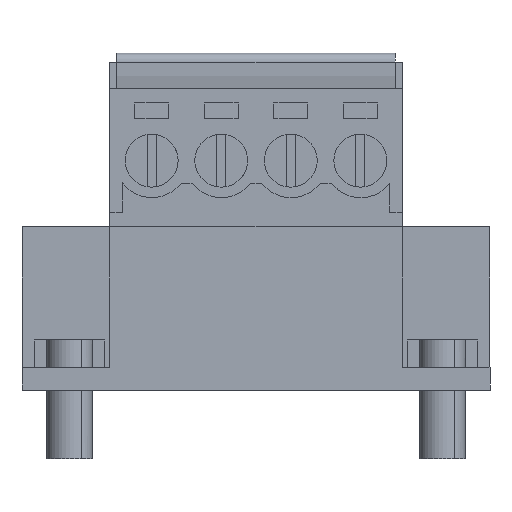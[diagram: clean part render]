
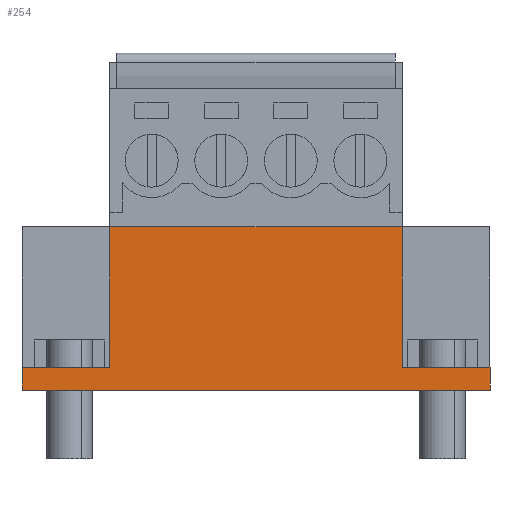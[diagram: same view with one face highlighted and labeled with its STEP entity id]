
A CAD part, front view. The second image highlights one B-rep face of the part: STEP entity #254.
In plain terms, the highlighted planar face has unit normal (0, -1, 0).
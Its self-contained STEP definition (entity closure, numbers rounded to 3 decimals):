
#202=AXIS2_PLACEMENT_3D('Plane Axis2P3D',#199,#200,#201) ;
#49=CARTESIAN_POINT('Vertex',(4.8,0.66,5.)) ;
#52=CARTESIAN_POINT('Line Origine',(4.8,0.66,8.85)) ;
#56=CARTESIAN_POINT('Vertex',(4.8,0.66,12.7)) ;
#162=CARTESIAN_POINT('Vertex',(0.,0.66,5.)) ;
#165=CARTESIAN_POINT('Line Origine',(2.4,0.66,5.)) ;
#199=CARTESIAN_POINT('Axis2P3D Location',(20.83,0.66,12.7)) ;
#204=CARTESIAN_POINT('Line Origine',(12.815,0.66,12.7)) ;
#208=CARTESIAN_POINT('Vertex',(20.83,0.66,12.7)) ;
#211=CARTESIAN_POINT('Line Origine',(0.,0.66,4.375)) ;
#215=CARTESIAN_POINT('Vertex',(0.,0.66,3.75)) ;
#218=CARTESIAN_POINT('Line Origine',(12.815,0.66,3.75)) ;
#222=CARTESIAN_POINT('Vertex',(25.63,0.66,3.75)) ;
#225=CARTESIAN_POINT('Line Origine',(25.63,0.66,4.375)) ;
#229=CARTESIAN_POINT('Vertex',(25.63,0.66,5.)) ;
#232=CARTESIAN_POINT('Line Origine',(23.23,0.66,5.)) ;
#236=CARTESIAN_POINT('Vertex',(20.83,0.66,5.)) ;
#239=CARTESIAN_POINT('Line Origine',(20.83,0.66,8.85)) ;
#53=DIRECTION('Vector Direction',(0.,0.,-1.)) ;
#166=DIRECTION('Vector Direction',(-1.,0.,0.)) ;
#200=DIRECTION('Axis2P3D Direction',(0.,1.,0.)) ;
#201=DIRECTION('Axis2P3D XDirection',(-0.,0.,-1.)) ;
#205=DIRECTION('Vector Direction',(-1.,0.,0.)) ;
#212=DIRECTION('Vector Direction',(0.,0.,-1.)) ;
#219=DIRECTION('Vector Direction',(-1.,0.,0.)) ;
#226=DIRECTION('Vector Direction',(0.,0.,-1.)) ;
#233=DIRECTION('Vector Direction',(-1.,0.,0.)) ;
#240=DIRECTION('Vector Direction',(0.,0.,-1.)) ;
#54=VECTOR('Line Direction',#53,1.) ;
#167=VECTOR('Line Direction',#166,1.) ;
#206=VECTOR('Line Direction',#205,1.) ;
#213=VECTOR('Line Direction',#212,1.) ;
#220=VECTOR('Line Direction',#219,1.) ;
#227=VECTOR('Line Direction',#226,1.) ;
#234=VECTOR('Line Direction',#233,1.) ;
#241=VECTOR('Line Direction',#240,1.) ;
#245=ORIENTED_EDGE('',*,*,#210,.T.) ;
#246=ORIENTED_EDGE('',*,*,#58,.T.) ;
#247=ORIENTED_EDGE('',*,*,#169,.F.) ;
#248=ORIENTED_EDGE('',*,*,#217,.T.) ;
#249=ORIENTED_EDGE('',*,*,#224,.T.) ;
#250=ORIENTED_EDGE('',*,*,#231,.F.) ;
#251=ORIENTED_EDGE('',*,*,#238,.T.) ;
#252=ORIENTED_EDGE('',*,*,#243,.F.) ;
#254=ADVANCED_FACE('HOUSING',(#253),#203,.F.) ;
#58=EDGE_CURVE('',#57,#50,#55,.T.) ;
#169=EDGE_CURVE('',#163,#50,#168,.F.) ;
#210=EDGE_CURVE('',#209,#57,#207,.T.) ;
#217=EDGE_CURVE('',#163,#216,#214,.T.) ;
#224=EDGE_CURVE('',#216,#223,#221,.F.) ;
#231=EDGE_CURVE('',#230,#223,#228,.T.) ;
#238=EDGE_CURVE('',#230,#237,#235,.T.) ;
#243=EDGE_CURVE('',#209,#237,#242,.T.) ;
#244=EDGE_LOOP('',(#245,#246,#247,#248,#249,#250,#251,#252)) ;
#253=FACE_OUTER_BOUND('',#244,.T.) ;
#55=LINE('Line',#52,#54) ;
#168=LINE('Line',#165,#167) ;
#207=LINE('Line',#204,#206) ;
#214=LINE('Line',#211,#213) ;
#221=LINE('Line',#218,#220) ;
#228=LINE('Line',#225,#227) ;
#235=LINE('Line',#232,#234) ;
#242=LINE('Line',#239,#241) ;
#203=PLANE('',#202) ;
#50=VERTEX_POINT('',#49) ;
#57=VERTEX_POINT('',#56) ;
#163=VERTEX_POINT('',#162) ;
#209=VERTEX_POINT('',#208) ;
#216=VERTEX_POINT('',#215) ;
#223=VERTEX_POINT('',#222) ;
#230=VERTEX_POINT('',#229) ;
#237=VERTEX_POINT('',#236) ;
